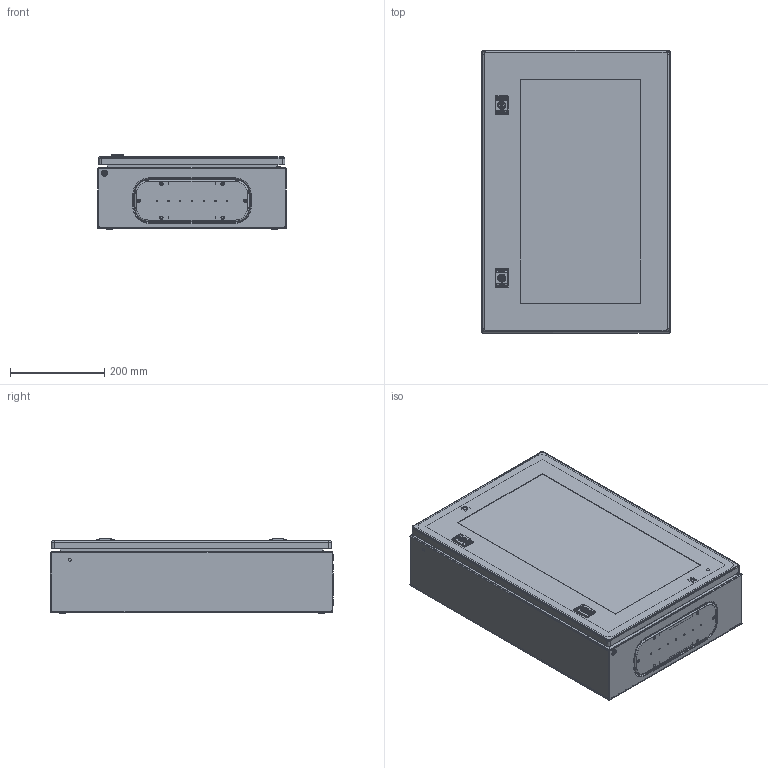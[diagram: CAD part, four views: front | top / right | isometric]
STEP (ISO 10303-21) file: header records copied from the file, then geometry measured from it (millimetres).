
FILE_DESCRIPTION(('STEP AP242'),'1');
FILE_NAME('nsycrn64150t.stp','2020-09-23T10:18:17',('TraceParts'),('TraceParts S.A.'),'Spatial InterOp 3D',' ',' ');
FILE_SCHEMA(('AP242_MANAGED_MODEL_BASED_3D_ENGINEERING_MIM_LF {1 0 10303 442 1 1 4}'));
Length unit declared in the file: millimetre
Products named in the file (1): NSYCRN64150T_ASM|BODY_CRN64_150#BODY_CRN64_150;BODY_CRN64_150
Bounding box: 400 x 601.2 x 157.31 mm (x, y, z)
Volume: 1671890.7 mm3; surface area: 1822398.1 mm2
Topology: 7 solids, 21 shells, 3807 faces, 10164 edges, 6391 vertices
Faces by surface type: plane 1499, cylinder 1054, cone 378, torus 302, extrusion 292, bspline 180, sphere 98, revolution 4
Entity records: 133909 total; most frequent: CARTESIAN_POINT 40665, ORIENTED_EDGE 20104, DIRECTION 18600, EDGE_CURVE 10052, AXIS2_PLACEMENT_3D 6576, VERTEX_POINT 6391, VECTOR 5444, LINE 5152
